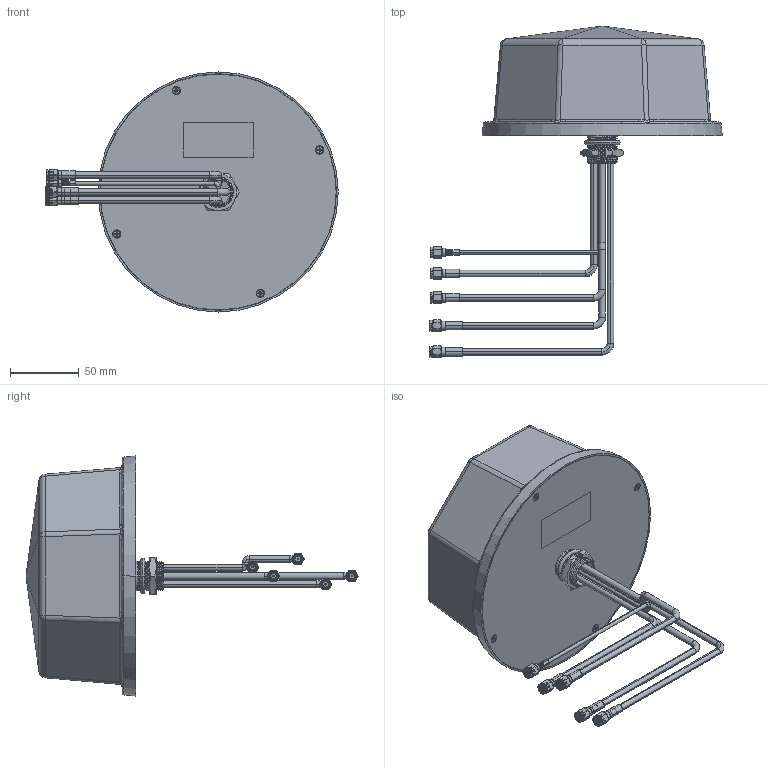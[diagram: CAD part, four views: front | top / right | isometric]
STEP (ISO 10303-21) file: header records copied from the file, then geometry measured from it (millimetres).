
FILE_DESCRIPTION (( 'STEP AP214' ), '1' );
FILE_NAME ('FMANOM1100_3D.step', '2023-03-13T19:45:01', ( '' ), ( '' ), 'SwSTEP 2.0', 'SolidWorks 2022', '' );
FILE_SCHEMA (( 'AUTOMOTIVE_DESIGN' ));
Length unit declared in the file: inch
Products named in the file (12): CB221YD^FMANOM1100; CB421YD_02^CB221YD_FMANOM1100; KA3X10^CB221YD_FMANOM1100; wires^CB221YD_FMANOM1100; PE4215^CB221YD_FMANOM1100; FMANOM1100_3D; PE4003^CB221YD_FMANOM1100; CB441YD_01^CB221YD_FMANOM1100; PE4769^CB221YD_FMANOM1100; O-26X3^CB221YD_FMANOM1100; CB421YD_01^CB221YD_FMANOM1100; LUOMU_M22^CB221YD_FMANOM1100
Assembly tree (16 placements, depth 3):
  FMANOM1100_3D
    CB221YD^FMANOM1100
      CB441YD_01^CB221YD_FMANOM1100
      CB421YD_01^CB221YD_FMANOM1100
      CB421YD_02^CB221YD_FMANOM1100
      KA3X10^CB221YD_FMANOM1100  x4
      wires^CB221YD_FMANOM1100
      O-26X3^CB221YD_FMANOM1100
      LUOMU_M22^CB221YD_FMANOM1100
      PE4003^CB221YD_FMANOM1100
      PE4215^CB221YD_FMANOM1100  x2
      PE4769^CB221YD_FMANOM1100  x2
Bounding box: 213.21 x 242.05 x 175 mm (x, y, z)
Volume: 195460 mm3; surface area: 189267.9 mm2
Topology: 23 solids, 23 shells, 3553 faces, 7816 edges, 4350 vertices
Faces by surface type: bspline 2049, cylinder 957, plane 277, cone 212, torus 50, sphere 8
Entity records: 128417 total; most frequent: CARTESIAN_POINT 81754, ORIENTED_EDGE 13746, EDGE_CURVE 6873, DIRECTION 4371, VERTEX_POINT 3757, EDGE_LOOP 3230, FACE_OUTER_BOUND 3180, ADVANCED_FACE 3180
